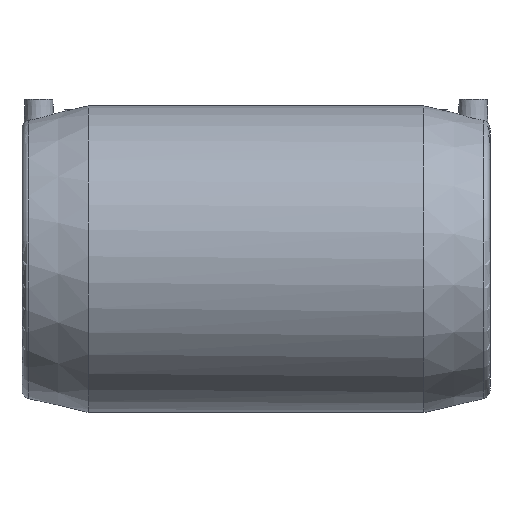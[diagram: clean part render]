
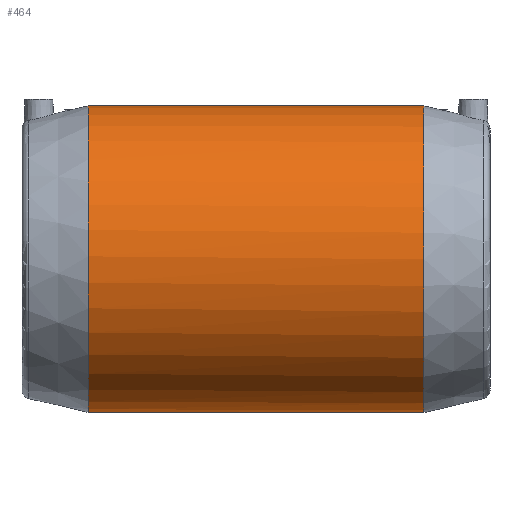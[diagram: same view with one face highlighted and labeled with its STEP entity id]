
A CAD part, front view. The second image highlights one B-rep face of the part: STEP entity #464.
In plain terms, the highlighted cylindrical face has radius 104.5 mm (diameter 209 mm), a full revolution.
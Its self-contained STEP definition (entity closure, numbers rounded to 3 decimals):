
#53=CYLINDRICAL_SURFACE('',#535,104.5);
#67=B_SPLINE_CURVE_WITH_KNOTS('',3,(#1179,#1180,#1181,#1182,#1183,#1184,
#1185,#1186,#1187,#1188,#1189,#1190,#1191,#1192,#1193,#1194,#1195,#1196,
#1197,#1198,#1199,#1200,#1201,#1202,#1203,#1204,#1205,#1206,#1207,#1208,
#1209,#1210,#1211,#1212,#1213,#1214,#1215,#1216,#1217,#1218,#1219,#1220,
#1221,#1222,#1223,#1224,#1225,#1226,#1227,#1228,#1229,#1230,#1231,#1232,
#1233,#1234,#1235,#1236,#1237,#1238,#1239),.UNSPECIFIED.,.T.,.F.,(1,1,1,
1,1,1,1,1,1,1,1,1,1,1,1,1,1,1,1,1,1,1,1,1,1,1,1,1,1,1,1,1,1,1,1,1,1,1,1,
1,1,1,1,1,1,1,1,1,1,1,1,1,1,1,1,1,1,1,1,1,1,1,1,1,1),(-0.019,
-0.012,-0.006,0.,0.006,
0.012,0.019,0.025,0.031,
0.037,0.044,0.05,0.062,
0.075,0.081,0.087,0.094,
0.1,0.112,0.118,0.125,
0.131,0.137,0.15,0.156,
0.162,0.168,0.175,0.181,
0.187,0.193,0.2,0.206,
0.212,0.218,0.225,0.231,
0.237,0.243,0.249,0.256,
0.262,0.274,0.281,0.287,
0.293,0.299,0.306,0.312,0.318,
0.324,0.331,0.337,0.349,
0.355,0.362,0.368,0.374,0.38,
0.387,0.393,0.399,0.405,
0.412,0.418),.UNSPECIFIED.);
#140=ORIENTED_EDGE('',*,*,#204,.T.);
#141=ORIENTED_EDGE('',*,*,#203,.F.);
#142=ORIENTED_EDGE('',*,*,#207,.T.);
#203=EDGE_CURVE('',#249,#249,#277,.T.);
#204=EDGE_CURVE('',#250,#250,#67,.T.);
#207=EDGE_CURVE('',#252,#252,#280,.T.);
#249=VERTEX_POINT('',#995);
#250=VERTEX_POINT('',#1240);
#252=VERTEX_POINT('',#1248);
#277=CIRCLE('',#530,104.5);
#280=CIRCLE('',#536,104.5);
#338=EDGE_LOOP('',(#140));
#339=EDGE_LOOP('',(#141));
#340=EDGE_LOOP('',(#142));
#408=FACE_BOUND('',#338,.T.);
#409=FACE_BOUND('',#339,.T.);
#410=FACE_BOUND('',#340,.T.);
#464=ADVANCED_FACE('',(#408,#409,#410),#53,.T.);
#530=AXIS2_PLACEMENT_3D('',#994,#638,#639);
#535=AXIS2_PLACEMENT_3D('',#1246,#648,#649);
#536=AXIS2_PLACEMENT_3D('',#1247,#650,#651);
#638=DIRECTION('',(-1.,0.,0.));
#639=DIRECTION('',(0.,0.,1.));
#648=DIRECTION('',(-1.,0.,0.));
#649=DIRECTION('',(0.,0.,1.));
#650=DIRECTION('',(-1.,0.,0.));
#651=DIRECTION('',(0.,0.,1.));
#994=CARTESIAN_POINT('',(-114.5,0.,0.));
#995=CARTESIAN_POINT('',(-114.5,0.,104.5));
#1179=CARTESIAN_POINT('',(63.27,104.37,-6.357));
#1180=CARTESIAN_POINT('',(63.614,104.565,0.018));
#1181=CARTESIAN_POINT('',(63.273,104.372,6.287));
#1182=CARTESIAN_POINT('',(62.29,103.821,12.411));
#1183=CARTESIAN_POINT('',(60.655,102.917,18.452));
#1184=CARTESIAN_POINT('',(58.431,101.713,24.199));
#1185=CARTESIAN_POINT('',(55.68,100.268,29.608));
#1186=CARTESIAN_POINT('',(52.384,98.602,34.741));
#1187=CARTESIAN_POINT('',(48.653,96.809,39.447));
#1188=CARTESIAN_POINT('',(43.151,94.321,45.167));
#1189=CARTESIAN_POINT('',(35.195,91.115,51.348));
#1190=CARTESIAN_POINT('',(26.338,88.325,55.894));
#1191=CARTESIAN_POINT('',(18.544,86.535,58.596));
#1192=CARTESIAN_POINT('',(12.539,85.525,60.053));
#1193=CARTESIAN_POINT('',(6.395,84.886,60.949));
#1194=CARTESIAN_POINT('',(-2.051,84.586,61.361));
#1195=CARTESIAN_POINT('',(-10.302,85.157,60.582));
#1196=CARTESIAN_POINT('',(-18.415,86.509,58.633));
#1197=CARTESIAN_POINT('',(-24.198,87.828,56.646));
#1198=CARTESIAN_POINT('',(-29.738,89.398,54.146));
#1199=CARTESIAN_POINT('',(-36.767,91.746,50.131));
#1200=CARTESIAN_POINT('',(-43.028,94.269,45.276));
#1201=CARTESIAN_POINT('',(-48.624,96.795,39.484));
#1202=CARTESIAN_POINT('',(-52.337,98.58,34.801));
#1203=CARTESIAN_POINT('',(-55.59,100.222,29.763));
#1204=CARTESIAN_POINT('',(-58.376,101.684,24.327));
#1205=CARTESIAN_POINT('',(-60.622,102.898,18.548));
#1206=CARTESIAN_POINT('',(-62.241,103.793,12.624));
#1207=CARTESIAN_POINT('',(-63.251,104.359,6.514));
#1208=CARTESIAN_POINT('',(-63.614,104.564,0.166));
#1209=CARTESIAN_POINT('',(-63.291,104.382,-6.126));
#1210=CARTESIAN_POINT('',(-62.324,103.839,-12.251));
#1211=CARTESIAN_POINT('',(-60.714,102.949,-18.272));
#1212=CARTESIAN_POINT('',(-58.491,101.745,-24.066));
#1213=CARTESIAN_POINT('',(-55.751,100.305,-29.481));
#1214=CARTESIAN_POINT('',(-52.483,98.651,-34.603));
#1215=CARTESIAN_POINT('',(-48.735,96.847,-39.355));
#1216=CARTESIAN_POINT('',(-44.609,94.98,-43.655));
#1217=CARTESIAN_POINT('',(-40.083,93.083,-47.557));
#1218=CARTESIAN_POINT('',(-33.501,90.583,-52.212));
#1219=CARTESIAN_POINT('',(-26.408,88.347,-55.86));
#1220=CARTESIAN_POINT('',(-18.668,86.56,-58.559));
#1221=CARTESIAN_POINT('',(-12.606,85.533,-60.041));
#1222=CARTESIAN_POINT('',(-6.467,84.892,-60.94));
#1223=CARTESIAN_POINT('',(-0.153,84.66,-61.26));
#1224=CARTESIAN_POINT('',(6.14,84.87,-60.971));
#1225=CARTESIAN_POINT('',(12.289,85.49,-60.103));
#1226=CARTESIAN_POINT('',(18.371,86.5,-58.646));
#1227=CARTESIAN_POINT('',(24.189,87.826,-56.65));
#1228=CARTESIAN_POINT('',(29.717,89.392,-54.156));
#1229=CARTESIAN_POINT('',(36.769,91.746,-50.132));
#1230=CARTESIAN_POINT('',(43.039,94.274,-45.266));
#1231=CARTESIAN_POINT('',(48.628,96.797,-39.481));
#1232=CARTESIAN_POINT('',(52.367,98.595,-34.76));
#1233=CARTESIAN_POINT('',(55.618,100.237,-29.71));
#1234=CARTESIAN_POINT('',(58.384,101.688,-24.308));
#1235=CARTESIAN_POINT('',(60.642,102.909,-18.493));
#1236=CARTESIAN_POINT('',(62.267,103.808,-12.512));
#1237=CARTESIAN_POINT('',(63.27,104.37,-6.357));
#1238=CARTESIAN_POINT('',(63.614,104.565,0.018));
#1239=CARTESIAN_POINT('',(63.273,104.372,6.287));
#1240=CARTESIAN_POINT('',(63.5,104.5,0.));
#1246=CARTESIAN_POINT('',(-60.,0.,0.));
#1247=CARTESIAN_POINT('',(114.5,0.,0.));
#1248=CARTESIAN_POINT('',(114.5,0.,104.5));
